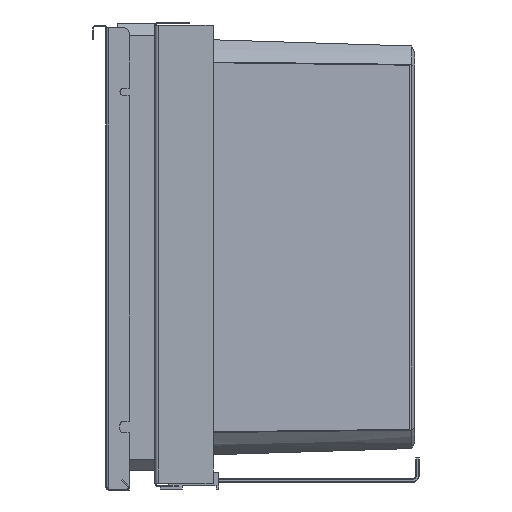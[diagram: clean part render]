
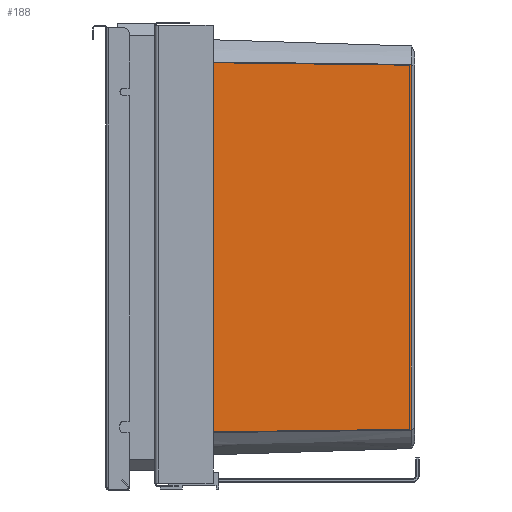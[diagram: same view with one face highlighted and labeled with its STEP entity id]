
A CAD part, left-side view. The second image highlights one B-rep face of the part: STEP entity #188.
In plain terms, the highlighted planar face has unit normal (-1, -0.031, 0).
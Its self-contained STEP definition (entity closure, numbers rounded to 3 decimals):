
#188=ADVANCED_FACE('7140',(#857),#858,.T.);
#857=FACE_OUTER_BOUND('',#2245,.T.);
#858=PLANE('',#2246);
#2245=EDGE_LOOP('',(#4152,#4153,#4154,#4155));
#2246=AXIS2_PLACEMENT_3D('',#4156,#4157,#4158);
#4152=ORIENTED_EDGE('',*,*,#8756,.T.);
#4153=ORIENTED_EDGE('',*,*,#8757,.F.);
#4154=ORIENTED_EDGE('',*,*,#8758,.F.);
#4155=ORIENTED_EDGE('',*,*,#8741,.F.);
#4156=CARTESIAN_POINT('',(-231.59,-95.469,-193.5));
#4157=DIRECTION('',(-1.,-0.031,-0.0));
#4158=DIRECTION('',(0.0,0.0,-1.0));
#8741=EDGE_CURVE('44411',#10333,#10335,#10336,.T.);
#8756=EDGE_CURVE('44458',#10333,#10354,#10356,.T.);
#8757=EDGE_CURVE('7274',#10173,#10354,#10357,.T.);
#8758=EDGE_CURVE('44459',#10335,#10173,#10358,.T.);
#10173=VERTEX_POINT('',#12628);
#10333=VERTEX_POINT('',#13003);
#10335=VERTEX_POINT('',#13015);
#10336=LINE('',#13016,#13017);
#10354=VERTEX_POINT('',#13079);
#10356=B_SPLINE_CURVE_WITH_KNOTS('',3,(#13081,#13082,#13083,#13084,#13085,#13086),.UNSPECIFIED.,.F.,.F.,(4,1,1,4),(0.0,0.333,0.667,1.),.UNSPECIFIED.);
#10357=LINE('',#13087,#13088);
#10358=B_SPLINE_CURVE_WITH_KNOTS('',3,(#13089,#13090,#13091,#13092,#13093,#13094),.UNSPECIFIED.,.F.,.F.,(4,1,1,4),(0.0,0.333,0.667,1.0),.UNSPECIFIED.);
#12628=CARTESIAN_POINT('',(-227.698,-220.329,-36.434));
#13003=CARTESIAN_POINT('',(-234.566,0.0,-353.258));
#13015=CARTESIAN_POINT('',(-234.566,0.0,-33.743));
#13016=CARTESIAN_POINT('',(-234.566,0.0,-353.258));
#13017=VECTOR('',#16938,319.515);
#13079=CARTESIAN_POINT('',(-227.698,-220.328,-350.566));
#13081=CARTESIAN_POINT('',(-234.566,0.0,-353.258));
#13082=CARTESIAN_POINT('',(-233.777,-25.325,-352.947));
#13083=CARTESIAN_POINT('',(-232.215,-75.412,-352.333));
#13084=CARTESIAN_POINT('',(-229.925,-148.894,-351.435));
#13085=CARTESIAN_POINT('',(-228.435,-196.709,-350.853));
#13086=CARTESIAN_POINT('',(-227.698,-220.328,-350.566));
#13087=CARTESIAN_POINT('',(-227.698,-220.329,-36.434));
#13088=VECTOR('',#16952,314.132);
#13089=CARTESIAN_POINT('',(-234.566,0.0,-33.743));
#13090=CARTESIAN_POINT('',(-233.777,-25.325,-34.054));
#13091=CARTESIAN_POINT('',(-232.215,-75.412,-34.668));
#13092=CARTESIAN_POINT('',(-229.925,-148.895,-35.565));
#13093=CARTESIAN_POINT('',(-228.434,-196.709,-36.148));
#13094=CARTESIAN_POINT('',(-227.698,-220.329,-36.434));
#16938=DIRECTION('',(0.0,0.0,1.0));
#16952=DIRECTION('',(0.,0.,-1.0));
